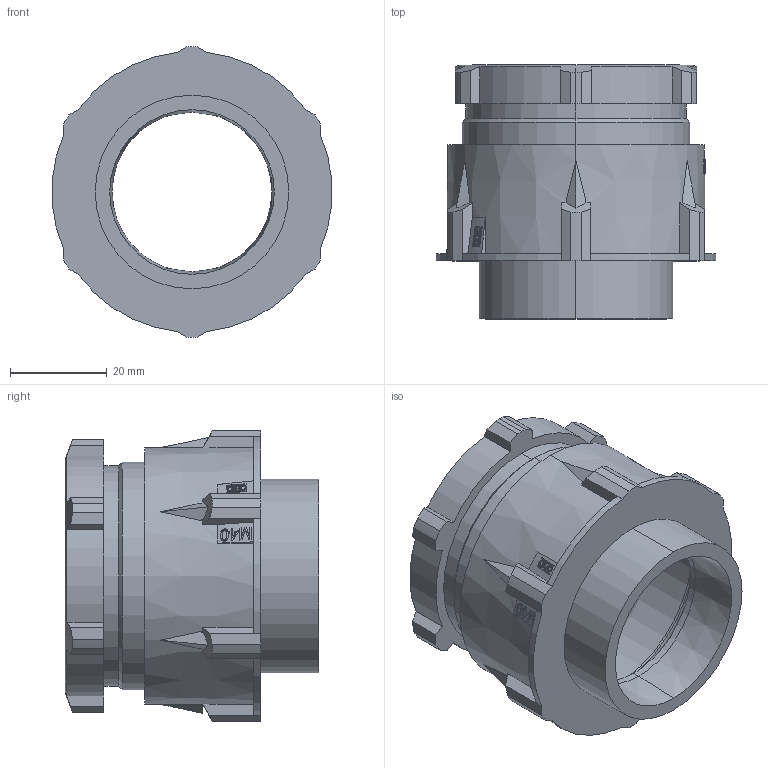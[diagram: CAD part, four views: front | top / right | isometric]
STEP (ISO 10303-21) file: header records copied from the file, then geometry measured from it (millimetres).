
FILE_DESCRIPTION((''),'2;1');
FILE_NAME('ASM0009_ASM','2016-02-26T',('AndreasKeweloh'),(''),'CREO PARAMETRIC BY PTC INC, 2015290','CREO PARAMETRIC BY PTC INC, 2015290','');
FILE_SCHEMA(('CONFIG_CONTROL_DESIGN'));
Length unit declared in the file: millimetre
Products named in the file (4): EV510-36_1_2_3_4; EV269-40-01_1_2_3_4; 2035367_1_2_ASM; ASM0009_ASM
Assembly tree (3 placements, depth 3):
  ASM0009_ASM
    2035367_1_2_ASM
      EV510-36_1_2_3_4
      EV269-40-01_1_2_3_4
Bounding box: 57.8 x 52.45 x 60 mm (x, y, z)
Volume: 39408 mm3; surface area: 22551.6 mm2
Topology: 2 solids, 2 shells, 297 faces, 793 edges, 522 vertices
Faces by surface type: plane 150, cylinder 54, extrusion 47, cone 44, torus 2
Entity records: 10513 total; most frequent: CARTESIAN_POINT 3430, ORIENTED_EDGE 1586, DIRECTION 1217, EDGE_CURVE 793, VERTEX_POINT 522, AXIS2_PLACEMENT_3D 426, VECTOR 365, B_SPLINE_CURVE_WITH_KNOTS 355
